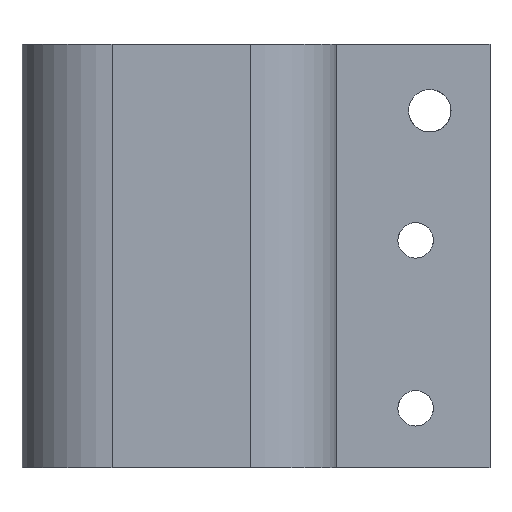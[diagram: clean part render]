
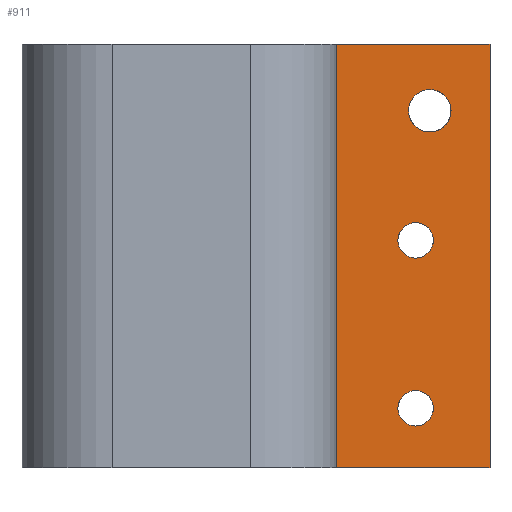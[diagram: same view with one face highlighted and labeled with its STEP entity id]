
A CAD part, left-side view. The second image highlights one B-rep face of the part: STEP entity #911.
In plain terms, the highlighted planar face has unit normal (-1, 0, 0).
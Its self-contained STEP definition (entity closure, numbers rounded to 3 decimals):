
#1 = ORIENTED_EDGE ( 'NONE', *, *, #1045, .F. ) ;
#23 = DIRECTION ( 'NONE',  ( -1., 0., 0. ) ) ;
#28 = CIRCLE ( 'NONE', #546, 3. ) ;
#36 = AXIS2_PLACEMENT_3D ( 'NONE', #387, #992, #976 ) ;
#49 = CARTESIAN_POINT ( 'NONE',  ( -0.612, -36.504, -71.841 ) ) ;
#55 = CARTESIAN_POINT ( 'NONE',  ( -0.612, -38.504, -53.541 ) ) ;
#57 = ORIENTED_EDGE ( 'NONE', *, *, #1148, .F. ) ;
#62 = AXIS2_PLACEMENT_3D ( 'NONE', #49, #1427, #835 ) ;
#69 = VERTEX_POINT ( 'NONE', #873 ) ;
#74 = FACE_BOUND ( 'NONE', #1340, .T. ) ;
#118 = DIRECTION ( 'NONE',  ( 0., 0., -1. ) ) ;
#121 = EDGE_CURVE ( 'NONE', #482, #1414, #28, .T. ) ;
#126 = CARTESIAN_POINT ( 'NONE',  ( -0.612, -36.504, -69.341 ) ) ;
#167 = ORIENTED_EDGE ( 'NONE', *, *, #369, .T. ) ;
#192 = DIRECTION ( 'NONE',  ( 0., 1., 0. ) ) ;
#204 = CARTESIAN_POINT ( 'NONE',  ( -0.612, -25.349, -44.196 ) ) ;
#232 = VERTEX_POINT ( 'NONE', #651 ) ;
#245 = EDGE_CURVE ( 'NONE', #793, #317, #718, .T. ) ;
#283 = ORIENTED_EDGE ( 'NONE', *, *, #1261, .T. ) ;
#317 = VERTEX_POINT ( 'NONE', #1374 ) ;
#332 = LINE ( 'NONE', #1479, #567 ) ;
#356 = DIRECTION ( 'NONE',  ( 0., 0., 1. ) ) ;
#359 = CARTESIAN_POINT ( 'NONE',  ( -0.612, -38.504, -56.541 ) ) ;
#369 = EDGE_CURVE ( 'NONE', #232, #631, #332, .T. ) ;
#376 = ORIENTED_EDGE ( 'NONE', *, *, #1387, .F. ) ;
#387 = CARTESIAN_POINT ( 'NONE',  ( -0.612, -36.504, -95.541 ) ) ;
#404 = VECTOR ( 'NONE', #1342, 1000. ) ;
#449 = EDGE_LOOP ( 'NONE', ( #1429, #728 ) ) ;
#482 = VERTEX_POINT ( 'NONE', #1141 ) ;
#497 = CARTESIAN_POINT ( 'NONE',  ( -0.612, -36.504, -74.341 ) ) ;
#519 = CIRCLE ( 'NONE', #1348, 2.5 ) ;
#524 = CARTESIAN_POINT ( 'NONE',  ( -0.612, -25.349, -103.886 ) ) ;
#535 = VECTOR ( 'NONE', #1364, 1000. ) ;
#546 = AXIS2_PLACEMENT_3D ( 'NONE', #55, #968, #1202 ) ;
#547 = DIRECTION ( 'NONE',  ( -1., 0., 0. ) ) ;
#567 = VECTOR ( 'NONE', #671, 1000. ) ;
#591 = DIRECTION ( 'NONE',  ( 1., 0., 0. ) ) ;
#610 = AXIS2_PLACEMENT_3D ( 'NONE', #792, #785, #902 ) ;
#619 = FACE_BOUND ( 'NONE', #449, .T. ) ;
#631 = VERTEX_POINT ( 'NONE', #659 ) ;
#635 = EDGE_LOOP ( 'NONE', ( #283, #782, #57, #167 ) ) ;
#638 = FACE_OUTER_BOUND ( 'NONE', #635, .T. ) ;
#651 = CARTESIAN_POINT ( 'NONE',  ( -0.612, -47.004, -103.886 ) ) ;
#659 = CARTESIAN_POINT ( 'NONE',  ( -0.612, -47.004, -44.196 ) ) ;
#661 = LINE ( 'NONE', #665, #863 ) ;
#665 = CARTESIAN_POINT ( 'NONE',  ( -0.612, -47.004, -103.886 ) ) ;
#671 = DIRECTION ( 'NONE',  ( 0., 0., 1. ) ) ;
#688 = DIRECTION ( 'NONE',  ( 0., 0., 1. ) ) ;
#696 = EDGE_CURVE ( 'NONE', #1414, #482, #1476, .T. ) ;
#718 = LINE ( 'NONE', #524, #404 ) ;
#723 = EDGE_CURVE ( 'NONE', #876, #967, #1005, .T. ) ;
#728 = ORIENTED_EDGE ( 'NONE', *, *, #998, .F. ) ;
#782 = ORIENTED_EDGE ( 'NONE', *, *, #245, .F. ) ;
#785 = DIRECTION ( 'NONE',  ( -1., 0., 0. ) ) ;
#792 = CARTESIAN_POINT ( 'NONE',  ( -0.612, -38.504, -53.541 ) ) ;
#793 = VERTEX_POINT ( 'NONE', #921 ) ;
#810 = CARTESIAN_POINT ( 'NONE',  ( -0.612, -36.504, -95.541 ) ) ;
#812 = CARTESIAN_POINT ( 'NONE',  ( -0.612, -36.504, -93.041 ) ) ;
#835 = DIRECTION ( 'NONE',  ( 0., 0., 1. ) ) ;
#863 = VECTOR ( 'NONE', #192, 1000. ) ;
#865 = CIRCLE ( 'NONE', #36, 2.5 ) ;
#871 = LINE ( 'NONE', #204, #535 ) ;
#873 = CARTESIAN_POINT ( 'NONE',  ( -0.612, -36.504, -98.041 ) ) ;
#874 = EDGE_LOOP ( 'NONE', ( #376, #1 ) ) ;
#876 = VERTEX_POINT ( 'NONE', #126 ) ;
#897 = FACE_BOUND ( 'NONE', #874, .T. ) ;
#902 = DIRECTION ( 'NONE',  ( 0., 0., 1. ) ) ;
#911 = ADVANCED_FACE ( 'NONE', ( #74, #619, #638, #897 ), #1160, .F. ) ;
#918 = VERTEX_POINT ( 'NONE', #812 ) ;
#921 = CARTESIAN_POINT ( 'NONE',  ( -0.612, -25.349, -103.886 ) ) ;
#967 = VERTEX_POINT ( 'NONE', #497 ) ;
#968 = DIRECTION ( 'NONE',  ( -1., 0., 0. ) ) ;
#976 = DIRECTION ( 'NONE',  ( 0., 0., 1. ) ) ;
#992 = DIRECTION ( 'NONE',  ( -1., 0., 0. ) ) ;
#998 = EDGE_CURVE ( 'NONE', #967, #876, #1138, .T. ) ;
#1005 = CIRCLE ( 'NONE', #1088, 2.5 ) ;
#1020 = CARTESIAN_POINT ( 'NONE',  ( -0.612, -36.504, -71.841 ) ) ;
#1045 = EDGE_CURVE ( 'NONE', #69, #918, #865, .T. ) ;
#1088 = AXIS2_PLACEMENT_3D ( 'NONE', #1020, #547, #688 ) ;
#1130 = ORIENTED_EDGE ( 'NONE', *, *, #696, .F. ) ;
#1138 = CIRCLE ( 'NONE', #62, 2.5 ) ;
#1141 = CARTESIAN_POINT ( 'NONE',  ( -0.612, -38.504, -50.541 ) ) ;
#1148 = EDGE_CURVE ( 'NONE', #232, #793, #661, .T. ) ;
#1160 = PLANE ( 'NONE',  #1311 ) ;
#1202 = DIRECTION ( 'NONE',  ( 0., 0., 1. ) ) ;
#1261 = EDGE_CURVE ( 'NONE', #631, #317, #871, .T. ) ;
#1311 = AXIS2_PLACEMENT_3D ( 'NONE', #1403, #591, #118 ) ;
#1340 = EDGE_LOOP ( 'NONE', ( #1431, #1130 ) ) ;
#1342 = DIRECTION ( 'NONE',  ( 0., 0., 1. ) ) ;
#1348 = AXIS2_PLACEMENT_3D ( 'NONE', #810, #23, #356 ) ;
#1364 = DIRECTION ( 'NONE',  ( 0., 1., 0. ) ) ;
#1374 = CARTESIAN_POINT ( 'NONE',  ( -0.612, -25.349, -44.196 ) ) ;
#1387 = EDGE_CURVE ( 'NONE', #918, #69, #519, .T. ) ;
#1403 = CARTESIAN_POINT ( 'NONE',  ( -0.612, -25.349, -103.886 ) ) ;
#1414 = VERTEX_POINT ( 'NONE', #359 ) ;
#1427 = DIRECTION ( 'NONE',  ( -1., 0., 0. ) ) ;
#1429 = ORIENTED_EDGE ( 'NONE', *, *, #723, .F. ) ;
#1431 = ORIENTED_EDGE ( 'NONE', *, *, #121, .F. ) ;
#1476 = CIRCLE ( 'NONE', #610, 3. ) ;
#1479 = CARTESIAN_POINT ( 'NONE',  ( -0.612, -47.004, -103.886 ) ) ;
